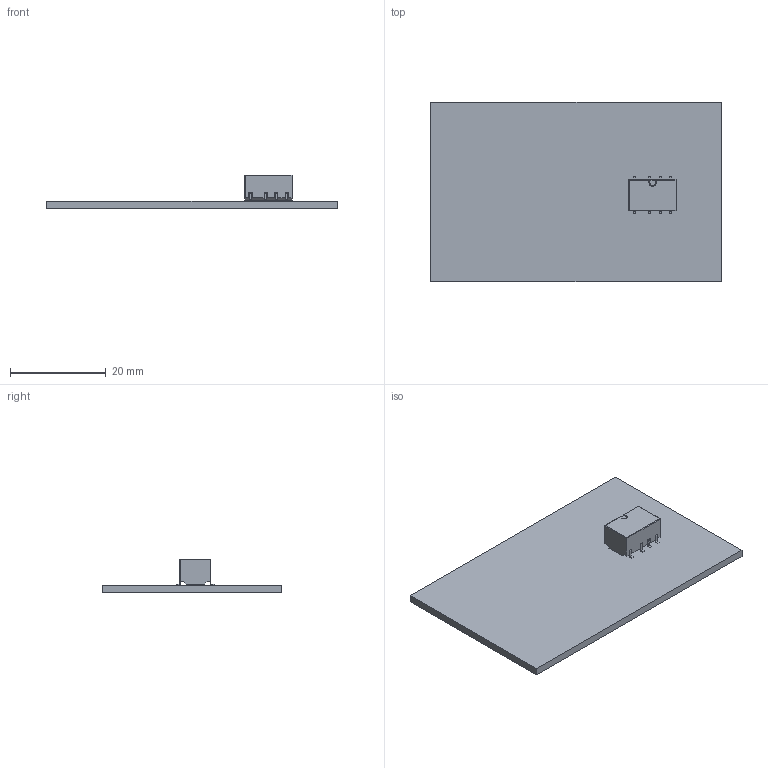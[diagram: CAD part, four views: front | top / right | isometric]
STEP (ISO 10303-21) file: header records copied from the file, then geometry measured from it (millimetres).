
FILE_DESCRIPTION(('Designed by EasyEDA Pro'),'2;1');
FILE_NAME('Open CASCADE Shape Model','2024-03-27T20:12:22',('Author'),( 'Open CASCADE'),'Open CASCADE STEP processor 7.6','Open CASCADE 7.6' ,'Unknown');
FILE_SCHEMA(('AUTOMOTIVE_DESIGN { 1 0 10303 214 1 1 1 1 }'));
Length unit declared in the file: millimetre
Products named in the file (5): PCBModel; COMPOUND; U1; RELAY-SMD_G6K-2F-Y; SOLID
Assembly tree (4 placements, depth 4):
  PCBModel
    COMPOUND
    U1
      RELAY-SMD_G6K-2F-Y
        SOLID
Bounding box: 60.68 x 37.44 x 6.98 mm (x, y, z)
Volume: 3961.8 mm3; surface area: 5179.6 mm2
Topology: 2 solids, 2 shells, 516 faces, 1314 edges, 822 vertices
Faces by surface type: plane 348, bspline 112, cylinder 46, sphere 6, torus 4
Entity records: 21139 total; most frequent: CARTESIAN_POINT 4755, ORIENTED_EDGE 2616, DIRECTION 1997, EDGE_CURVE 1308, LINE 981, VECTOR 981, VERTEX_POINT 822, FACE_BOUND 542
